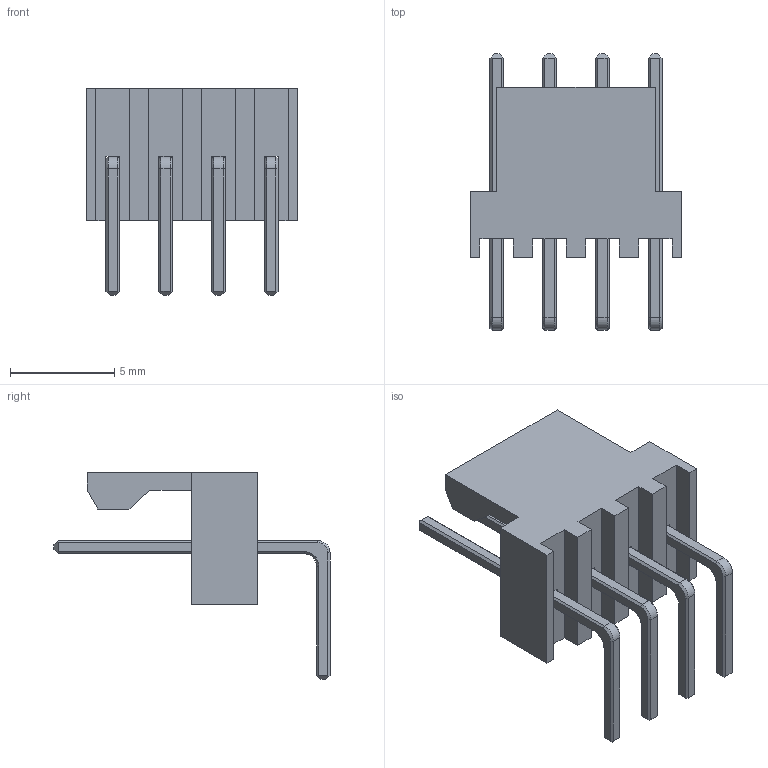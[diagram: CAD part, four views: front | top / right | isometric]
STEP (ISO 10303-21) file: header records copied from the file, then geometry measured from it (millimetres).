
FILE_DESCRIPTION(/* description */ (''),/* implementation_level */ '2;1');
FILE_NAME(/* name */ 'Molex 22-05-3041 4-pin male horizontal.step',/* time_stamp */ '2020-06-28T09:20:40-07:00',/* author */ (''),/* organization */ (''),/* preprocessor_version */ 'ST-DEVELOPER v18.1',/* originating_system */ 'Autodesk Translation Framework v9.3.0.1241',/* authorisation */ '');
FILE_SCHEMA (('AUTOMOTIVE_DESIGN { 1 0 10303 214 3 1 1 }'));
Length unit declared in the file: millimetre
Products named in the file (1): Molex 22-05-3041 4-pin male horizontal
Bounding box: 10.16 x 13.25 x 9.93 mm (x, y, z)
Volume: 242.3 mm3; surface area: 562.4 mm2
Topology: 5 solids, 5 shells, 165 faces, 433 edges, 278 vertices
Faces by surface type: plane 141, cone 16, cylinder 8
Entity records: 5022 total; most frequent: CARTESIAN_POINT 877, ORIENTED_EDGE 866, DIRECTION 797, EDGE_CURVE 433, LINE 401, VECTOR 401, VERTEX_POINT 278, AXIS2_PLACEMENT_3D 198
